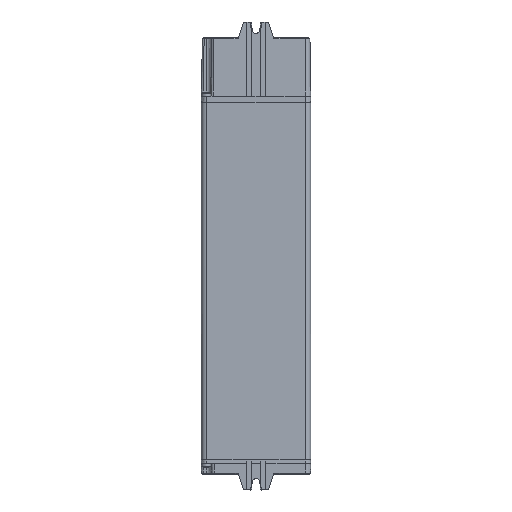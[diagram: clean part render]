
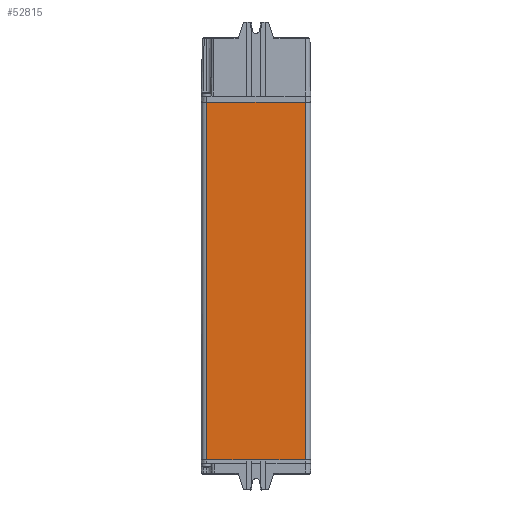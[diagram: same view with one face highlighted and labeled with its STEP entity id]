
A CAD part, front view. The second image highlights one B-rep face of the part: STEP entity #52815.
In plain terms, the highlighted planar face has unit normal (0, -1, 0).
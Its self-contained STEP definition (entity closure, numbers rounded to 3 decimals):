
#1586=DIRECTION('',(1.,0.,0.));
#1587=VECTOR('',#1586,56.);
#1588=CARTESIAN_POINT('',(-28.,-19.25,203.));
#1589=LINE('',#1588,#1587);
#17306=DIRECTION('',(1.,0.,0.));
#17307=VECTOR('',#17306,22.435);
#17308=CARTESIAN_POINT('',(-28.,-19.25,0.));
#17309=LINE('',#17308,#17307);
#17357=DIRECTION('',(1.,0.,0.));
#17358=VECTOR('',#17357,22.435);
#17359=CARTESIAN_POINT('',(5.565,-19.25,0.));
#17360=LINE('',#17359,#17358);
#17434=DIRECTION('',(1.,0.,0.));
#17435=VECTOR('',#17434,5.27);
#17436=CARTESIAN_POINT('',(-2.635,-19.25,0.));
#17437=LINE('',#17436,#17435);
#19244=DIRECTION('',(-1.,0.,0.));
#19245=VECTOR('',#19244,2.93);
#19246=CARTESIAN_POINT('',(-2.635,-19.25,0.));
#19247=LINE('',#19246,#19245);
#19286=DIRECTION('',(-1.,0.,0.));
#19287=VECTOR('',#19286,2.93);
#19288=CARTESIAN_POINT('',(5.565,-19.25,0.));
#19289=LINE('',#19288,#19287);
#19314=DIRECTION('',(0.,0.,-1.));
#19315=VECTOR('',#19314,203.);
#19316=CARTESIAN_POINT('',(-28.,-19.25,203.));
#19317=LINE('',#19316,#19315);
#19321=DIRECTION('',(0.,0.,-1.));
#19322=VECTOR('',#19321,203.);
#19323=CARTESIAN_POINT('',(28.,-19.25,203.));
#19324=LINE('',#19323,#19322);
#28343=CARTESIAN_POINT('',(-28.,-19.25,203.));
#28344=CARTESIAN_POINT('',(-28.,-19.25,0.));
#28345=VERTEX_POINT('',#28343);
#28346=VERTEX_POINT('',#28344);
#28347=CARTESIAN_POINT('',(28.,-19.25,203.));
#28348=CARTESIAN_POINT('',(28.,-19.25,0.));
#28349=VERTEX_POINT('',#28347);
#28350=VERTEX_POINT('',#28348);
#28836=CARTESIAN_POINT('',(-2.635,-19.25,0.));
#28837=CARTESIAN_POINT('',(-5.565,-19.25,0.));
#28838=VERTEX_POINT('',#28836);
#28839=VERTEX_POINT('',#28837);
#28848=CARTESIAN_POINT('',(5.565,-19.25,0.));
#28849=CARTESIAN_POINT('',(2.635,-19.25,0.));
#28850=VERTEX_POINT('',#28848);
#28851=VERTEX_POINT('',#28849);
#52798=CARTESIAN_POINT('',(-31.,-19.25,0.));
#52799=DIRECTION('',(0.,-1.,0.));
#52800=DIRECTION('',(1.,0.,0.));
#52801=AXIS2_PLACEMENT_3D('',#52798,#52799,#52800);
#52802=PLANE('',#52801);
#52803=ORIENTED_EDGE('',*,*,#51088,.F.);
#52805=ORIENTED_EDGE('',*,*,#52804,.F.);
#52806=ORIENTED_EDGE('',*,*,#32461,.T.);
#52808=ORIENTED_EDGE('',*,*,#52807,.T.);
#52809=ORIENTED_EDGE('',*,*,#51119,.F.);
#52810=ORIENTED_EDGE('',*,*,#52758,.T.);
#52811=ORIENTED_EDGE('',*,*,#51186,.F.);
#52812=ORIENTED_EDGE('',*,*,#52740,.T.);
#52813=EDGE_LOOP('',(#52803,#52805,#52806,#52808,#52809,#52810,#52811,#52812));
#52814=FACE_OUTER_BOUND('',#52813,.F.);
#32461=EDGE_CURVE('',#28345,#28349,#1589,.T.);
#51088=EDGE_CURVE('',#28346,#28839,#17309,.T.);
#51119=EDGE_CURVE('',#28850,#28350,#17360,.T.);
#51186=EDGE_CURVE('',#28838,#28851,#17437,.T.);
#52740=EDGE_CURVE('',#28838,#28839,#19247,.T.);
#52758=EDGE_CURVE('',#28850,#28851,#19289,.T.);
#52804=EDGE_CURVE('',#28345,#28346,#19317,.T.);
#52807=EDGE_CURVE('',#28349,#28350,#19324,.T.);
#52815=ADVANCED_FACE('',(#52814),#52802,.T.);
